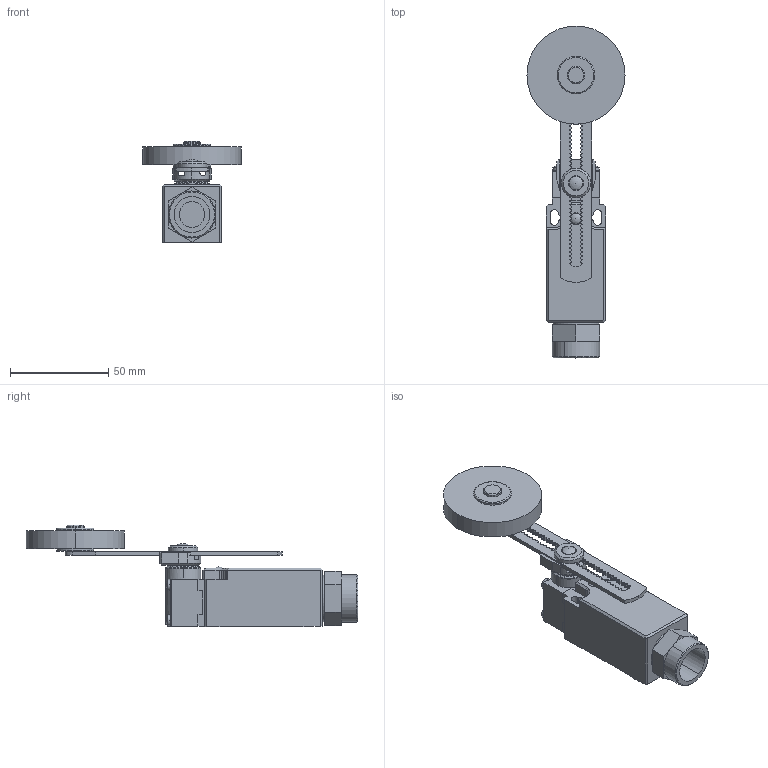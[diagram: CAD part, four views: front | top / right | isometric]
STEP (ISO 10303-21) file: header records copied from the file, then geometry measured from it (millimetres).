
FILE_DESCRIPTION (( 'STEP AP214' ), '1' );
FILE_NAME ('AAP2T5200Z11.step', '2019-09-05T20:58:24', ( '' ), ( '' ), 'SwSTEP 2.0', 'SolidWorks 2018', '' );
FILE_SCHEMA (( 'AUTOMOTIVE_DESIGN' ));
Length unit declared in the file: inch
Products named in the file (1): AAP2T5200Z11
Bounding box: 50 x 169 x 51.9 mm (x, y, z)
Volume: 90674.7 mm3; surface area: 28826.3 mm2
Topology: 7 solids, 7 shells, 836 faces, 2333 edges, 1527 vertices
Faces by surface type: cylinder 447, plane 345, cone 23, torus 11, sphere 10
Entity records: 34393 total; most frequent: DIRECTION 4926, CARTESIAN_POINT 4870, ORIENTED_EDGE 4658, EDGE_CURVE 2329, AXIS2_PLACEMENT_3D 1790, VERTEX_POINT 1525, LINE 1346, VECTOR 1346
